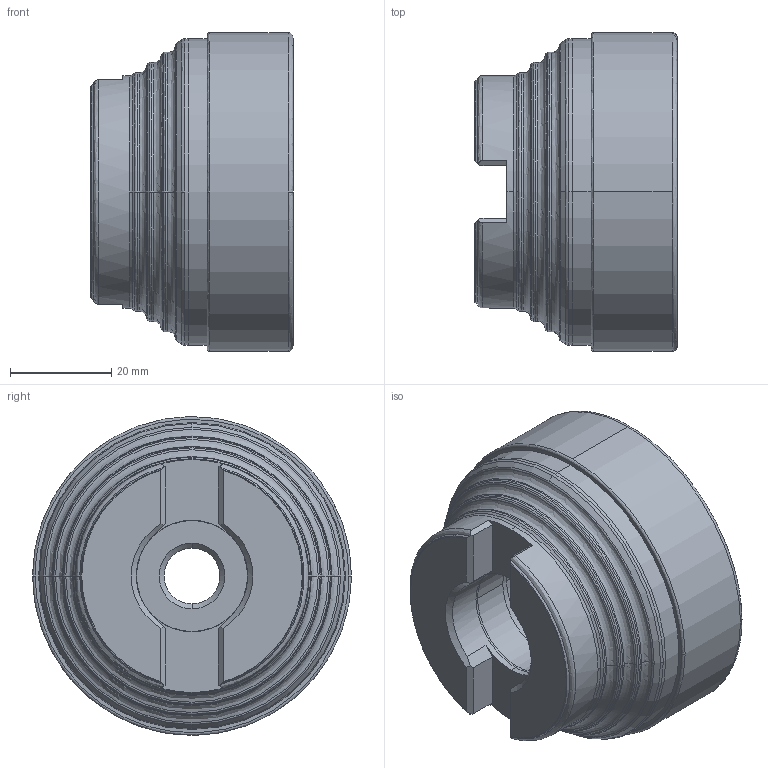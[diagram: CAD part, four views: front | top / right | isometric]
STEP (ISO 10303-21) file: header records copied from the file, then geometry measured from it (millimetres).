
FILE_DESCRIPTION (( 'STEP AP214' ), '1' );
FILE_NAME ('90PP-063-49-5.STEP', '2013-04-03T14:19:58', ( '' ), ( '' ), 'SwSTEP 2.0', 'SolidWorks 2013', '' );
FILE_SCHEMA (( 'AUTOMOTIVE_DESIGN' ));
Length unit declared in the file: millimetre
Products named in the file (1): 90PP-063-49-5
Bounding box: 40 x 63 x 63 mm (x, y, z)
Volume: 83369.1 mm3; surface area: 14675.4 mm2
Topology: 1 solids, 1 shells, 110 faces, 284 edges, 180 vertices
Faces by surface type: bspline 40, plane 26, cone 24, cylinder 18, torus 2
Entity records: 4698 total; most frequent: CARTESIAN_POINT 2198, ORIENTED_EDGE 568, DIRECTION 490, EDGE_CURVE 284, AXIS2_PLACEMENT_3D 204, VERTEX_POINT 180, CIRCLE 133, EDGE_LOOP 116
